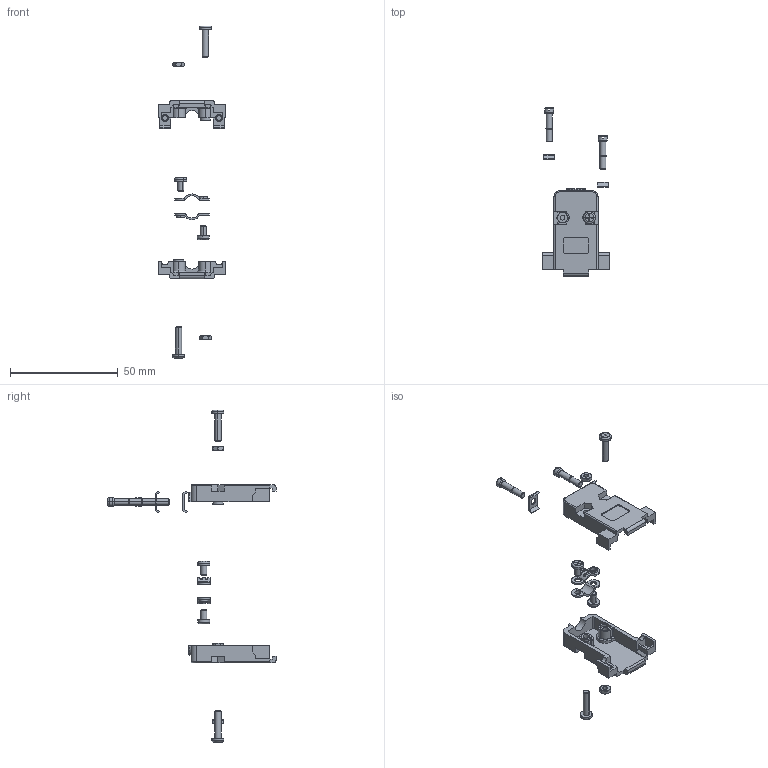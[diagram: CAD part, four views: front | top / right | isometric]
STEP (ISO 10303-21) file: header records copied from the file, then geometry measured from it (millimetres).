
FILE_DESCRIPTION (( 'STEP AP214' ), '1' );
FILE_NAME ('FM1037_3D.step', '2023-10-04T16:31:05', ( '' ), ( '' ), 'SwSTEP 2.0', 'SolidWorks 2022', '' );
FILE_SCHEMA (( 'AUTOMOTIVE_DESIGN' ));
Length unit declared in the file: inch
Products named in the file (8): Copy of 3AA01-003^FM1037_3AA01-003-500; FM1037_3D; Copy of SDC9M-MA2^FM1037; Copy of 3AA01-009^FM1037_3AA01-009-625; Copy of 3AA02-005^FM1037; Copy of 3AA10-003^FM1037; Copy of SDC9M-MA3^FM1037; Copy of 3AA01-003^FM1037_3AA01-003-187
Assembly tree (14 placements, depth 2):
  FM1037_3D
    Copy of SDC9M-MA2^FM1037  x2
    Copy of SDC9M-MA3^FM1037  x2
    Copy of 3AA10-003^FM1037  x2
    Copy of 3AA01-009^FM1037_3AA01-009-625  x2
    Copy of 3AA02-005^FM1037  x2
    Copy of 3AA01-003^FM1037_3AA01-003-500  x2
    Copy of 3AA01-003^FM1037_3AA01-003-187  x2
Bounding box: 31 x 78.11 x 154.25 mm (x, y, z)
Volume: 5923.2 mm3; surface area: 9102.1 mm2
Topology: 14 solids, 14 shells, 596 faces, 1520 edges, 968 vertices
Faces by surface type: plane 290, cylinder 170, cone 64, torus 40, bspline 32
Entity records: 10947 total; most frequent: CARTESIAN_POINT 2102, ORIENTED_EDGE 1520, DIRECTION 1508, EDGE_CURVE 760, AXIS2_PLACEMENT_3D 540, VERTEX_POINT 484, LINE 428, VECTOR 428
